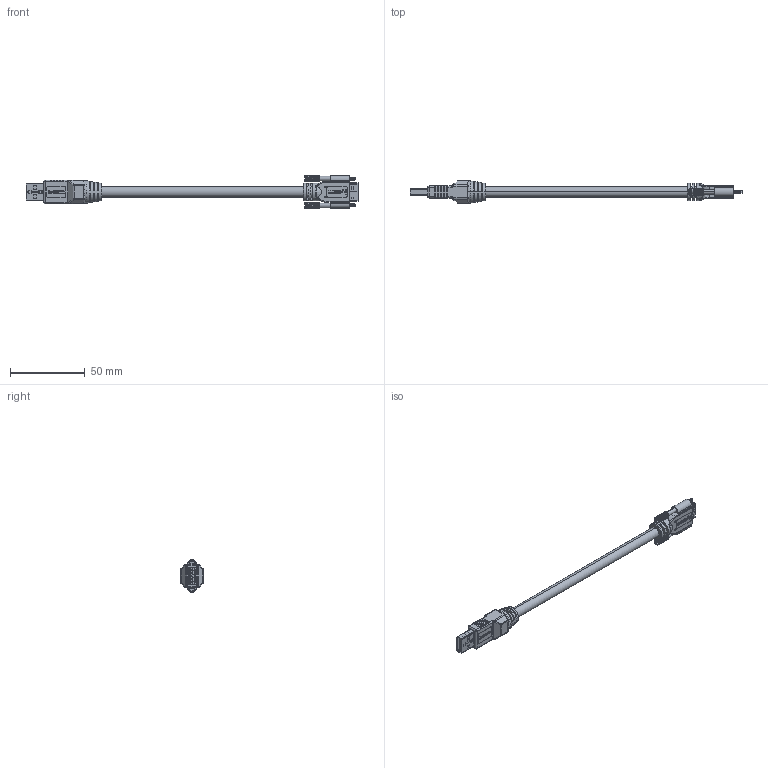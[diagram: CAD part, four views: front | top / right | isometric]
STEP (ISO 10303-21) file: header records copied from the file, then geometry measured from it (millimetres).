
FILE_DESCRIPTION (( 'STEP AP214' ), '1' );
FILE_NAME ('CAU3HFAMBV-BLK_3D.STEP', '2021-01-25T16:57:51', ( '' ), ( '' ), 'SwSTEP 2.0', 'SolidWorks 2018', '' );
FILE_SCHEMA (( 'AUTOMOTIVE_DESIGN' ));
Length unit declared in the file: millimetre
Products named in the file (19): MTN-815; MTN-1117; 1AA05-049-MA1___; 1AA05-072-MA1___; 1AA05-049-MA4___; CAU3HFAA-BLK-MA1; 1AJ06-090; CAU3HFAMBV-BLK_3D; 1AA05-138-MA1___; MTN-815___; 1AA05-138-MA2___; 1AA05-138_Cut Crimp; 1AA05-138-MA3_Cut Crimp; MTN-1024_OD 7.0 CABLE; MTN-869; 1AA05-072-MA2___; 1AA05-072___; 1AA05-049-MA2___
Assembly tree (19 placements, depth 4):
  CAU3HFAMBV-BLK_3D
    CAU3HFAA-BLK-MA1
    MTN-1117
      MTN-1117
      MTN-815___
        1AA05-049-MA1___
        1AA05-049-MA2___
        1AA05-049-MA4___
        MTN-815
      1AJ06-090  x2
    MTN-869
    1AA05-072___
      1AA05-072-MA1___
      1AA05-072-MA2___
    MTN-1024_OD 7.0 CABLE
    1AA05-138_Cut Crimp
      1AA05-138-MA2___
      1AA05-138-MA3_Cut Crimp
      1AA05-138-MA1___
Bounding box: 221.85 x 15 x 22.06 mm (x, y, z)
Volume: 17944.9 mm3; surface area: 16360.8 mm2
Topology: 38 solids, 38 shells, 3193 faces, 8547 edges, 5483 vertices
Faces by surface type: plane 1770, cylinder 894, bspline 297, cone 156, torus 48, sphere 28
Entity records: 110780 total; most frequent: CARTESIAN_POINT 31613, ORIENTED_EDGE 15560, DIRECTION 13733, EDGE_CURVE 7780, VECTOR 5511, LINE 5511, VERTEX_POINT 5023, AXIS2_PLACEMENT_3D 4111
